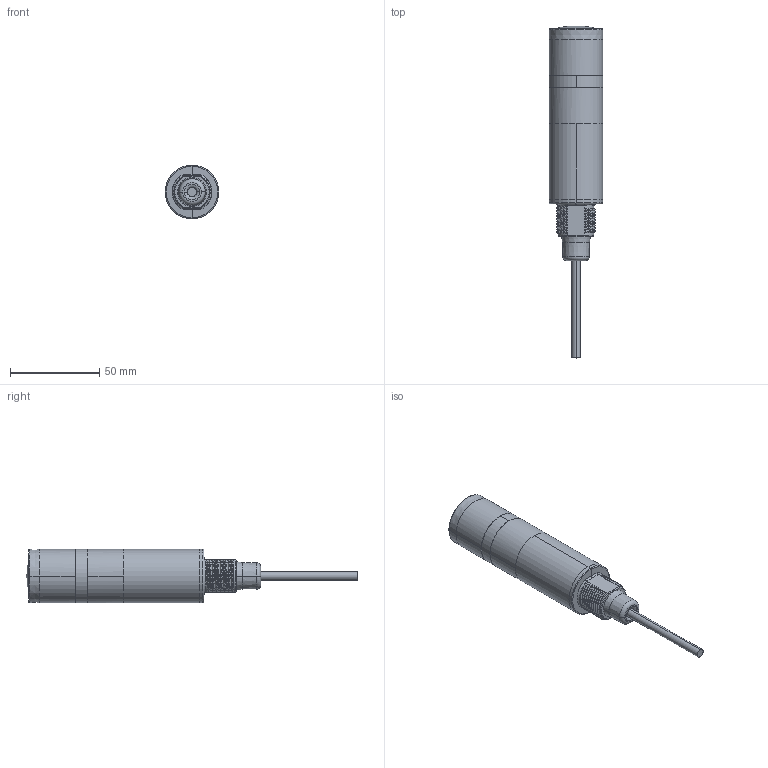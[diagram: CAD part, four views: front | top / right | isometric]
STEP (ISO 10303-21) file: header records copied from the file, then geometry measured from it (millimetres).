
FILE_DESCRIPTION((''),'2;1');
FILE_NAME('204592_ASM','2018-05-09T',('pdmadmin'),('BANNER ENGINEERING'),'CREO PARAMETRIC BY PTC INC, 2016260','CREO PARAMETRIC BY PTC INC, 2016260','');
FILE_SCHEMA(('CONFIG_CONTROL_DESIGN'));
Length unit declared in the file: millimetre
Products named in the file (9): 201226; 201222; 202000; 203806; CABLE_190; SOMMS_TL30_BASE_CABLE_ASM; 201227; 202221; 204592_ASM
Assembly tree (9 placements, depth 3):
  204592_ASM
    201226
    201222
    SOMMS_TL30_BASE_CABLE_ASM
      202000
      203806
      CABLE_190
    201227
    202221  x2
Bounding box: 30 x 185.9 x 30 mm (x, y, z)
Volume: 34298 mm3; surface area: 31469 mm2
Topology: 8 solids, 8 shells, 901 faces, 2201 edges, 1323 vertices
Faces by surface type: bspline 360, plane 177, cylinder 134, cone 117, torus 87, sphere 26
Entity records: 56738 total; most frequent: CARTESIAN_POINT 39736, ORIENTED_EDGE 4026, DIRECTION 2788, EDGE_CURVE 2013, VERTEX_POINT 1210, AXIS2_PLACEMENT_3D 1161, B_SPLINE_CURVE_WITH_KNOTS 897, EDGE_LOOP 853
